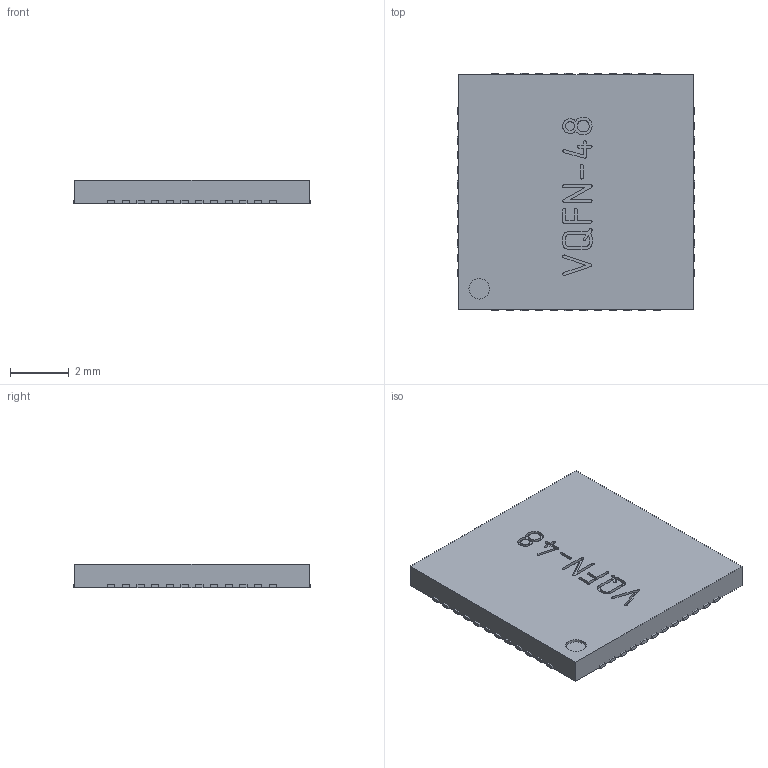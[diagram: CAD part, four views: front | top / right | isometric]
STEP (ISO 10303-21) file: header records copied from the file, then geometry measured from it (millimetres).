
FILE_DESCRIPTION (( 'STEP AP214' ), '1' );
FILE_NAME ('User Library-vqfn48.STEP', '2020-02-05T00:42:01', ( '' ), ( '' ), 'SwSTEP 2.0', 'SolidWorks 2019', '' );
FILE_SCHEMA (( 'AUTOMOTIVE_DESIGN' ));
Length unit declared in the file: millimetre
Products named in the file (1): User Library-vqfn48
Bounding box: 8.1 x 8.1 x 0.81 mm (x, y, z)
Surface area: 266.3 mm2
Topology: 50 solids, 50 shells, 439 faces, 984 edges, 656 vertices
Faces by surface type: plane 353, bspline 84, cylinder 2
Entity records: 19742 total; most frequent: CARTESIAN_POINT 5164, ORIENTED_EDGE 1968, DIRECTION 1532, EDGE_CURVE 984, LINE 812, VECTOR 812, VERTEX_POINT 656, UNCERTAINTY_MEASURE_WITH_UNIT 491
